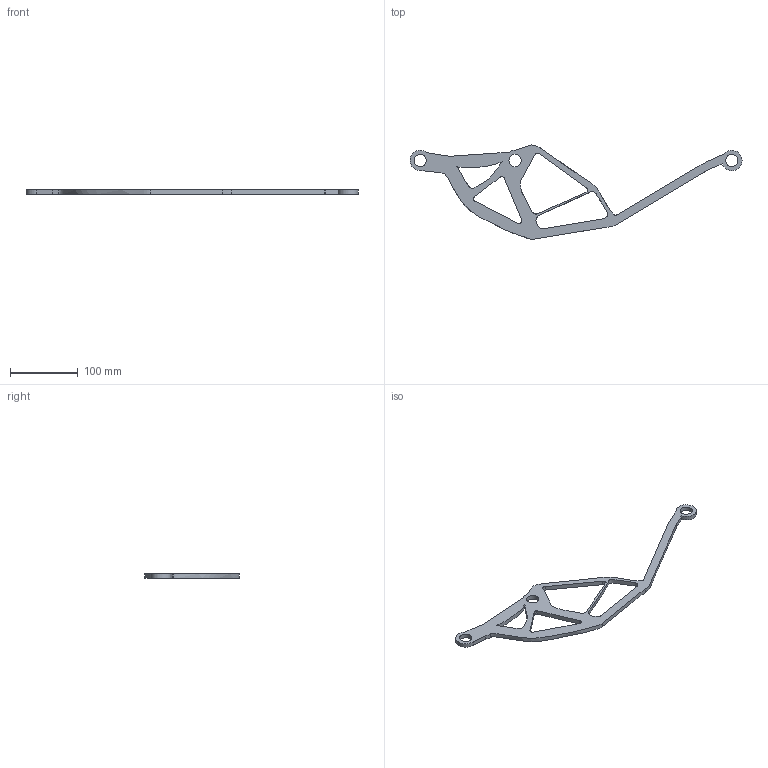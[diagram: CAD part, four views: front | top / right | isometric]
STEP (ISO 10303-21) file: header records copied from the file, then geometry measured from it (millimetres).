
FILE_DESCRIPTION(/* description */ (''),/* implementation_level */ '2;1');
FILE_NAME(/* name */ 'GenDes2Fixedv2.step',/* time_stamp */ '2024-02-15T20:38:06Z',/* author */ (''),/* organization */ (''),/* preprocessor_version */ 'ST-DEVELOPER v20',/* originating_system */ 'Autodesk Translation Framework v12.20.1.177',/* authorisation */ '');
FILE_SCHEMA (('AUTOMOTIVE_DESIGN { 1 0 10303 214 3 1 1 }','AP242_MANAGED_MODEL_BASED_3D_ENGINEERING_MIM_LF { 1 0 10303 442 3 1 4 }'));
Length unit declared in the file: millimetre
Products named in the file (1): GenDes2Fixed
Bounding box: 489.98 x 139.28 x 6.3 mm (x, y, z)
Volume: 90989.8 mm3; surface area: 43904.8 mm2
Topology: 1 solids, 1 shells, 42 faces, 120 edges, 80 vertices
Faces by surface type: plane 20, cylinder 13, bspline 9
Full cylindrical faces by diameter (mm): 18 x3
Entity records: 1799 total; most frequent: CARTESIAN_POINT 692, ORIENTED_EDGE 240, DIRECTION 186, EDGE_CURVE 120, VERTEX_POINT 80, LINE 66, VECTOR 66, AXIS2_PLACEMENT_3D 60
